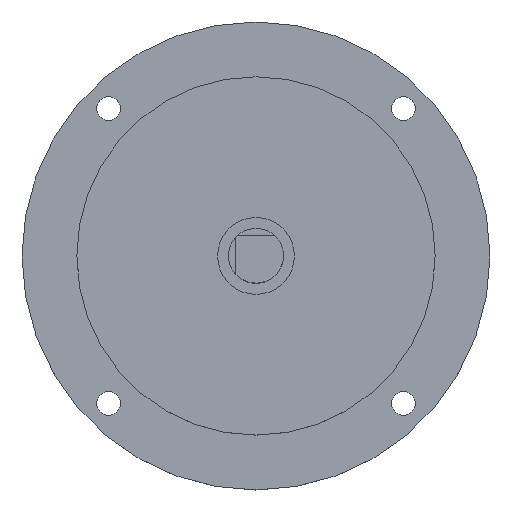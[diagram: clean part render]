
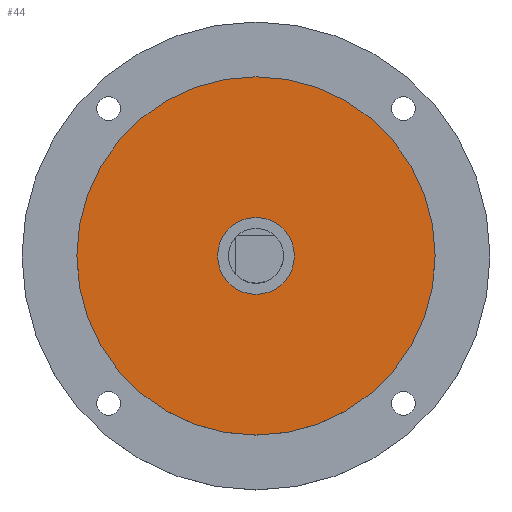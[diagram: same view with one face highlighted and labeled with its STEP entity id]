
A CAD part, top view. The second image highlights one B-rep face of the part: STEP entity #44.
In plain terms, the highlighted planar face has unit normal (0, 0, 1).
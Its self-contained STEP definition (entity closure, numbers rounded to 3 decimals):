
#44 = ADVANCED_FACE ( 'NONE', ( #211, #210 ), #209, .T. ) ;
#45 = EDGE_LOOP ( 'NONE', ( #58, #60 ) ) ;
#58 = ORIENTED_EDGE ( 'NONE', *, *, #59, .T. ) ;
#59 = EDGE_CURVE ( 'NONE', #204, #145, #676, .T. ) ;
#60 = ORIENTED_EDGE ( 'NONE', *, *, #201, .T. ) ;
#61 = EDGE_LOOP ( 'NONE', ( #62, #64 ) ) ;
#62 = ORIENTED_EDGE ( 'NONE', *, *, #63, .F. ) ;
#63 = EDGE_CURVE ( 'NONE', #168, #189, #671, .T. ) ;
#64 = ORIENTED_EDGE ( 'NONE', *, *, #167, .F. ) ;
#145 = VERTEX_POINT ( 'NONE', #695 ) ;
#167 = EDGE_CURVE ( 'NONE', #189, #168, #473, .T. ) ;
#168 = VERTEX_POINT ( 'NONE', #468 ) ;
#189 = VERTEX_POINT ( 'NONE', #794 ) ;
#201 = EDGE_CURVE ( 'NONE', #145, #204, #835, .T. ) ;
#204 = VERTEX_POINT ( 'NONE', #825 ) ;
#209 = PLANE ( 'NONE',  #249 ) ;
#210 = FACE_BOUND ( 'NONE', #61, .T. ) ;
#211 = FACE_OUTER_BOUND ( 'NONE', #45, .T. ) ;
#246 = DIRECTION ( 'NONE',  ( 1., 0., 0. ) ) ;
#247 = DIRECTION ( 'NONE',  ( 0., 0., 1. ) ) ;
#248 = CARTESIAN_POINT ( 'NONE',  ( 0., 0., 51. ) ) ;
#249 = AXIS2_PLACEMENT_3D ( 'NONE', #248, #247, #246 ) ;
#468 = CARTESIAN_POINT ( 'NONE',  ( -10.5, 0., 51. ) ) ;
#469 = DIRECTION ( 'NONE',  ( 1., 0., 0. ) ) ;
#470 = DIRECTION ( 'NONE',  ( 0., 0., 1. ) ) ;
#471 = CARTESIAN_POINT ( 'NONE',  ( 0., 0., 51. ) ) ;
#472 = AXIS2_PLACEMENT_3D ( 'NONE', #471, #470, #469 ) ;
#473 = CIRCLE ( 'NONE', #472, 10.5 ) ;
#668 = DIRECTION ( 'NONE',  ( 1., 0., 0. ) ) ;
#669 = DIRECTION ( 'NONE',  ( 0., 0., 1. ) ) ;
#670 = AXIS2_PLACEMENT_3D ( 'NONE', #677, #669, #668 ) ;
#671 = CIRCLE ( 'NONE', #670, 10.5 ) ;
#672 = DIRECTION ( 'NONE',  ( 1., 0., 0. ) ) ;
#673 = DIRECTION ( 'NONE',  ( 0., 0., 1. ) ) ;
#674 = CARTESIAN_POINT ( 'NONE',  ( 0., 0., 51. ) ) ;
#675 = AXIS2_PLACEMENT_3D ( 'NONE', #674, #673, #672 ) ;
#676 = CIRCLE ( 'NONE', #675, 49. ) ;
#677 = CARTESIAN_POINT ( 'NONE',  ( 0., 0., 51. ) ) ;
#695 = CARTESIAN_POINT ( 'NONE',  ( 49., 0., 51. ) ) ;
#794 = CARTESIAN_POINT ( 'NONE',  ( 10.5, 0., 51. ) ) ;
#825 = CARTESIAN_POINT ( 'NONE',  ( -49., 0., 51. ) ) ;
#831 = DIRECTION ( 'NONE',  ( 1., 0., 0. ) ) ;
#832 = DIRECTION ( 'NONE',  ( 0., 0., 1. ) ) ;
#833 = CARTESIAN_POINT ( 'NONE',  ( 0., 0., 51. ) ) ;
#834 = AXIS2_PLACEMENT_3D ( 'NONE', #833, #832, #831 ) ;
#835 = CIRCLE ( 'NONE', #834, 49. ) ;
